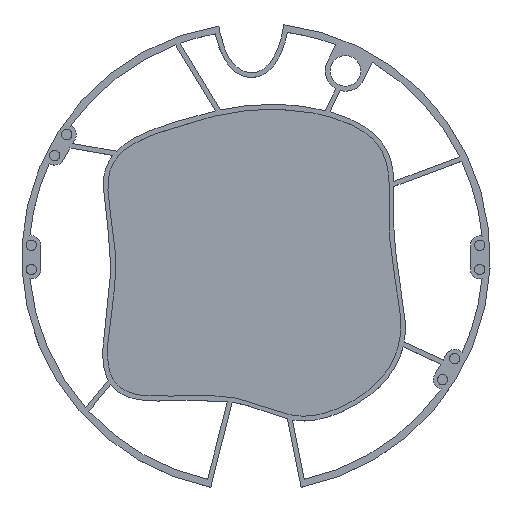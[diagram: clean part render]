
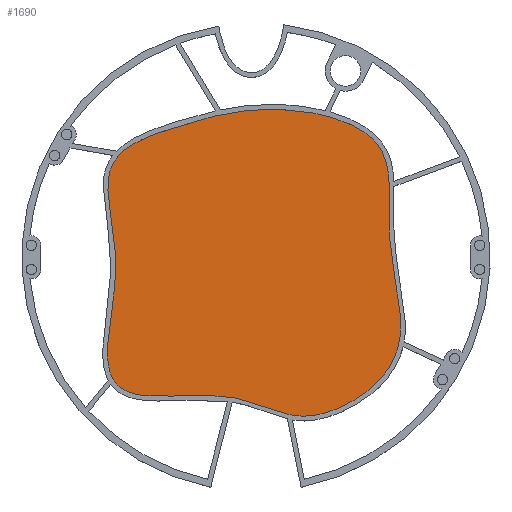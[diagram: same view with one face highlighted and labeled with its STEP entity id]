
A CAD part, top view. The second image highlights one B-rep face of the part: STEP entity #1690.
In plain terms, the highlighted planar face has unit normal (0, 0, 1).
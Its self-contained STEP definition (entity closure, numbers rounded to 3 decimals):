
#438=FACE_OUTER_BOUND('',#535,.T.);
#535=EDGE_LOOP('',(#1131));
#657=B_SPLINE_CURVE_WITH_KNOTS('',3,(#2431,#2432,#2433,#2434,#2435,#2436,
#2437,#2438,#2439,#2440,#2441,#2442,#2443,#2444,#2445,#2446,#2447,#2448,
#2449,#2450,#2451,#2452,#2453,#2454,#2455,#2456,#2457,#2458,#2459,#2460,
#2461,#2462,#2463,#2464,#2465,#2466,#2467,#2468,#2469,#2470,#2471,#2472,
#2473,#2474,#2475,#2476,#2477,#2478,#2479,#2480,#2481,#2482,#2483,#2484,
#2485,#2486,#2487,#2488,#2489,#2490,#2491,#2492,#2493,#2494,#2495,#2496,
#2497,#2498,#2499,#2500,#2501,#2502,#2503,#2504,#2505,#2506),
 .UNSPECIFIED.,.T.,.F.,(4,3,3,3,3,3,3,3,3,3,3,3,3,3,3,3,3,3,3,3,3,3,3,3,
3,4),(-31.83,-30.454,-29.3,-28.161,
-26.363,-25.312,-23.693,-22.555,
-21.309,-19.94,-18.757,-17.215,
-16.031,-14.903,-13.326,-12.228,
-11.03,-9.584,-8.311,-7.14,
-5.716,-4.527,-3.138,-1.932,
-0.151,0.601),.UNSPECIFIED.);
#701=VERTEX_POINT('',#2430);
#873=EDGE_CURVE('',#701,#701,#657,.T.);
#1131=ORIENTED_EDGE('',*,*,#873,.F.);
#1647=PLANE('',#1789);
#1690=ADVANCED_FACE('',(#438),#1647,.F.);
#1789=AXIS2_PLACEMENT_3D('',#2429,#1960,#1961);
#1960=DIRECTION('center_axis',(0.,0.,-1.));
#1961=DIRECTION('ref_axis',(1.,0.,0.));
#2429=CARTESIAN_POINT('Origin',(-0.4,-1.139,-3.6));
#2430=CARTESIAN_POINT('',(4.502,31.004,-3.6));
#2431=CARTESIAN_POINT('Ctrl Pts',(4.502,31.004,-3.6));
#2432=CARTESIAN_POINT('Ctrl Pts',(8.185,30.909,-3.6));
#2433=CARTESIAN_POINT('Ctrl Pts',(12.193,30.369,-3.6));
#2434=CARTESIAN_POINT('Ctrl Pts',(15.807,29.299,-3.6));
#2435=CARTESIAN_POINT('Ctrl Pts',(18.837,28.402,-3.6));
#2436=CARTESIAN_POINT('Ctrl Pts',(21.541,27.135,-3.6));
#2437=CARTESIAN_POINT('Ctrl Pts',(23.503,25.541,-3.6));
#2438=CARTESIAN_POINT('Ctrl Pts',(25.44,23.968,-3.6));
#2439=CARTESIAN_POINT('Ctrl Pts',(26.639,22.095,-3.6));
#2440=CARTESIAN_POINT('Ctrl Pts',(27.247,19.914,-3.6));
#2441=CARTESIAN_POINT('Ctrl Pts',(28.206,16.471,-3.6));
#2442=CARTESIAN_POINT('Ctrl Pts',(27.746,12.203,-3.6));
#2443=CARTESIAN_POINT('Ctrl Pts',(27.789,7.59,-3.6));
#2444=CARTESIAN_POINT('Ctrl Pts',(27.814,4.894,-3.6));
#2445=CARTESIAN_POINT('Ctrl Pts',(28.036,2.088,-3.6));
#2446=CARTESIAN_POINT('Ctrl Pts',(28.452,-0.715,-3.6));
#2447=CARTESIAN_POINT('Ctrl Pts',(29.094,-5.036,-3.6));
#2448=CARTESIAN_POINT('Ctrl Pts',(30.154,-9.353,-3.6));
#2449=CARTESIAN_POINT('Ctrl Pts',(30.283,-13.337,-3.6));
#2450=CARTESIAN_POINT('Ctrl Pts',(30.374,-16.135,-3.6));
#2451=CARTESIAN_POINT('Ctrl Pts',(29.969,-18.767,-3.6));
#2452=CARTESIAN_POINT('Ctrl Pts',(28.873,-21.16,-3.6));
#2453=CARTESIAN_POINT('Ctrl Pts',(27.673,-23.782,-3.6));
#2454=CARTESIAN_POINT('Ctrl Pts',(25.642,-26.125,-3.6));
#2455=CARTESIAN_POINT('Ctrl Pts',(23.231,-28.013,-3.6));
#2456=CARTESIAN_POINT('Ctrl Pts',(20.582,-30.088,-3.6));
#2457=CARTESIAN_POINT('Ctrl Pts',(17.553,-31.592,-3.6));
#2458=CARTESIAN_POINT('Ctrl Pts',(14.896,-32.415,-3.6));
#2459=CARTESIAN_POINT('Ctrl Pts',(12.601,-33.127,-3.6));
#2460=CARTESIAN_POINT('Ctrl Pts',(10.595,-33.334,-3.6));
#2461=CARTESIAN_POINT('Ctrl Pts',(8.79,-33.165,-3.6));
#2462=CARTESIAN_POINT('Ctrl Pts',(6.437,-32.945,-3.6));
#2463=CARTESIAN_POINT('Ctrl Pts',(4.335,-32.063,-3.6));
#2464=CARTESIAN_POINT('Ctrl Pts',(1.795,-31.13,-3.6));
#2465=CARTESIAN_POINT('Ctrl Pts',(-0.156,-30.414,-3.6));
#2466=CARTESIAN_POINT('Ctrl Pts',(-2.368,-29.707,-3.6));
#2467=CARTESIAN_POINT('Ctrl Pts',(-4.916,-29.295,-3.6));
#2468=CARTESIAN_POINT('Ctrl Pts',(-7.342,-28.902,-3.6));
#2469=CARTESIAN_POINT('Ctrl Pts',(-10.077,-28.792,-3.6));
#2470=CARTESIAN_POINT('Ctrl Pts',(-12.906,-28.848,-3.6));
#2471=CARTESIAN_POINT('Ctrl Pts',(-16.861,-28.926,-3.6));
#2472=CARTESIAN_POINT('Ctrl Pts',(-20.97,-29.271,-3.6));
#2473=CARTESIAN_POINT('Ctrl Pts',(-24.11,-28.813,-3.6));
#2474=CARTESIAN_POINT('Ctrl Pts',(-26.297,-28.494,-3.6));
#2475=CARTESIAN_POINT('Ctrl Pts',(-27.972,-27.781,-3.6));
#2476=CARTESIAN_POINT('Ctrl Pts',(-29.084,-26.584,-3.6));
#2477=CARTESIAN_POINT('Ctrl Pts',(-30.298,-25.279,-3.6));
#2478=CARTESIAN_POINT('Ctrl Pts',(-30.892,-23.357,-3.6));
#2479=CARTESIAN_POINT('Ctrl Pts',(-31.02,-21.016,-3.6));
#2480=CARTESIAN_POINT('Ctrl Pts',(-31.174,-18.191,-3.6));
#2481=CARTESIAN_POINT('Ctrl Pts',(-30.662,-14.857,-3.6));
#2482=CARTESIAN_POINT('Ctrl Pts',(-30.171,-11.438,-3.6));
#2483=CARTESIAN_POINT('Ctrl Pts',(-29.739,-8.429,-3.6));
#2484=CARTESIAN_POINT('Ctrl Pts',(-29.354,-5.327,-3.6));
#2485=CARTESIAN_POINT('Ctrl Pts',(-29.324,-2.216,-3.6));
#2486=CARTESIAN_POINT('Ctrl Pts',(-29.296,0.647,-3.6));
#2487=CARTESIAN_POINT('Ctrl Pts',(-29.583,3.527,-3.6));
#2488=CARTESIAN_POINT('Ctrl Pts',(-29.992,6.303,-3.6));
#2489=CARTESIAN_POINT('Ctrl Pts',(-30.489,9.678,-3.6));
#2490=CARTESIAN_POINT('Ctrl Pts',(-31.105,12.886,-3.6));
#2491=CARTESIAN_POINT('Ctrl Pts',(-30.949,15.576,-3.6));
#2492=CARTESIAN_POINT('Ctrl Pts',(-30.818,17.822,-3.6));
#2493=CARTESIAN_POINT('Ctrl Pts',(-30.135,19.685,-3.6));
#2494=CARTESIAN_POINT('Ctrl Pts',(-28.738,21.246,-3.6));
#2495=CARTESIAN_POINT('Ctrl Pts',(-27.106,23.07,-3.6));
#2496=CARTESIAN_POINT('Ctrl Pts',(-24.485,24.489,-3.6));
#2497=CARTESIAN_POINT('Ctrl Pts',(-21.517,25.665,-3.6));
#2498=CARTESIAN_POINT('Ctrl Pts',(-18.94,26.686,-3.6));
#2499=CARTESIAN_POINT('Ctrl Pts',(-16.163,27.543,-3.6));
#2500=CARTESIAN_POINT('Ctrl Pts',(-13.462,28.31,-3.6));
#2501=CARTESIAN_POINT('Ctrl Pts',(-9.472,29.443,-3.6));
#2502=CARTESIAN_POINT('Ctrl Pts',(-5.609,30.384,-3.6));
#2503=CARTESIAN_POINT('Ctrl Pts',(-1.266,30.801,-3.6));
#2504=CARTESIAN_POINT('Ctrl Pts',(0.567,30.977,-3.6));
#2505=CARTESIAN_POINT('Ctrl Pts',(2.491,31.055,-3.6));
#2506=CARTESIAN_POINT('Ctrl Pts',(4.502,31.004,-3.6));
